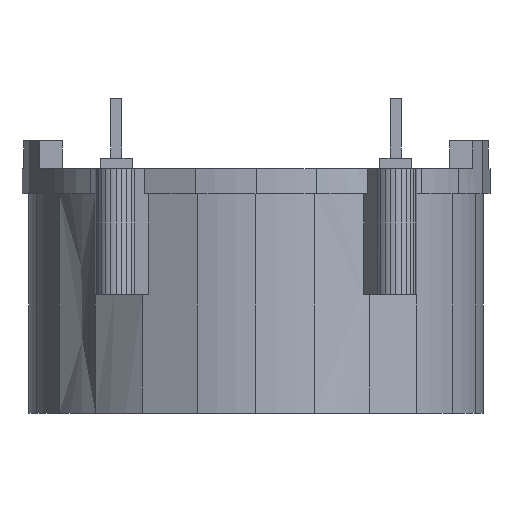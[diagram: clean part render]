
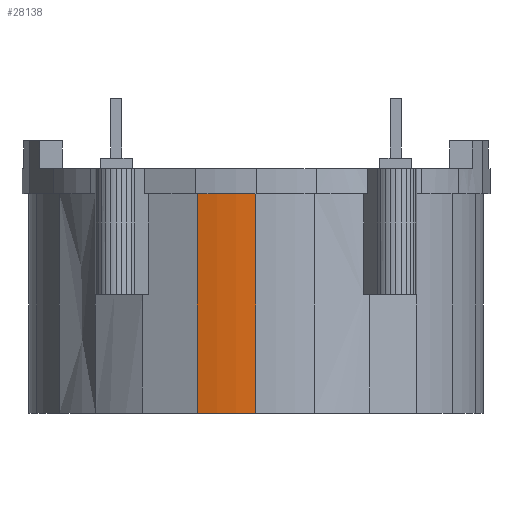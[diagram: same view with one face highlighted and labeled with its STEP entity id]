
A CAD part, front view. The second image highlights one B-rep face of the part: STEP entity #28138.
In plain terms, the highlighted cylindrical face has radius 16.25 mm (diameter 32.5 mm), a partial arc.
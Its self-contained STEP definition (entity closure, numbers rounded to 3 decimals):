
#11487 = PLANE('',#11488);
#11488 = AXIS2_PLACEMENT_3D('',#11489,#11490,#11491);
#11489 = CARTESIAN_POINT('',(-4.335,-16.179,15.7));
#11490 = DIRECTION('',(0.,0.,-1.));
#11491 = DIRECTION('',(-1.,0.,0.));
#13721 = PLANE('',#13722);
#13722 = AXIS2_PLACEMENT_3D('',#13723,#13724,#13725);
#13723 = CARTESIAN_POINT('',(4.206,15.696,0.));
#13724 = DIRECTION('',(0.,0.,-1.));
#13725 = DIRECTION('',(-1.,0.,0.));
#14001 = CONICAL_SURFACE('',#14002,16.25,0.056);
#14002 = AXIS2_PLACEMENT_3D('',#14003,#14004,#14005);
#14003 = CARTESIAN_POINT('',(0.,0.,
    0.));
#14004 = DIRECTION('',(-0.007,0.056,
    -0.998));
#14005 = DIRECTION('',(0.,-0.998,-0.056));
#15964 = VERTEX_POINT('',#15965);
#15965 = CARTESIAN_POINT('',(0.,-16.25,0.));
#16013 = EDGE_CURVE('',#16014,#15964,#16016,.T.);
#16014 = VERTEX_POINT('',#16015);
#16015 = CARTESIAN_POINT('',(-4.206,-15.696,0.));
#16016 = SURFACE_CURVE('',#16017,(#16022,#16033),.PCURVE_S1.);
#16017 = CIRCLE('',#16018,16.25);
#16018 = AXIS2_PLACEMENT_3D('',#16019,#16020,#16021);
#16019 = CARTESIAN_POINT('',(0.,0.,
    0.));
#16020 = DIRECTION('',(0.,0.,1.));
#16021 = DIRECTION('',(1.,0.,0.));
#16022 = PCURVE('',#13721,#16023);
#16023 = DEFINITIONAL_REPRESENTATION('',(#16024),#16032);
#16024 = ( BOUNDED_CURVE() B_SPLINE_CURVE(2,(#16025,#16026,#16027,#16028
    ,#16029,#16030,#16031),.UNSPECIFIED.,.F.,.F.) 
B_SPLINE_CURVE_WITH_KNOTS((1,2,2,2,2,1),(-2.094,0.,
    2.094,4.189,6.283,8.378),
.UNSPECIFIED.) CURVE() GEOMETRIC_REPRESENTATION_ITEM() 
RATIONAL_B_SPLINE_CURVE((1.,0.5,1.,0.5,1.,0.5,1.)) REPRESENTATION_ITEM(
  '') );
#16025 = CARTESIAN_POINT('',(-12.044,-15.696));
#16026 = CARTESIAN_POINT('',(-12.044,12.45));
#16027 = CARTESIAN_POINT('',(12.331,-1.623));
#16028 = CARTESIAN_POINT('',(36.706,-15.696));
#16029 = CARTESIAN_POINT('',(12.331,-29.769));
#16030 = CARTESIAN_POINT('',(-12.044,-43.842));
#16031 = CARTESIAN_POINT('',(-12.044,-15.696));
#16032 = ( GEOMETRIC_REPRESENTATION_CONTEXT(2) 
PARAMETRIC_REPRESENTATION_CONTEXT() REPRESENTATION_CONTEXT('2D SPACE',''
  ) );
#16033 = PCURVE('',#16034,#16039);
#16034 = CYLINDRICAL_SURFACE('',#16035,16.25);
#16035 = AXIS2_PLACEMENT_3D('',#16036,#16037,#16038);
#16036 = CARTESIAN_POINT('',(0.,0.,
    0.));
#16037 = DIRECTION('',(0.,0.,1.));
#16038 = DIRECTION('',(1.,0.,0.));
#16039 = DEFINITIONAL_REPRESENTATION('',(#16040),#16043);
#16040 = B_SPLINE_CURVE_WITH_KNOTS('',1,(#16041,#16042),.UNSPECIFIED.,
  .F.,.F.,(2,2),(4.451,4.712),
  .PIECEWISE_BEZIER_KNOTS.);
#16041 = CARTESIAN_POINT('',(4.451,0.));
#16042 = CARTESIAN_POINT('',(4.712,0.));
#16043 = ( GEOMETRIC_REPRESENTATION_CONTEXT(2) 
PARAMETRIC_REPRESENTATION_CONTEXT() REPRESENTATION_CONTEXT('2D SPACE',''
  ) );
#16061 = PLANE('',#16062);
#16062 = AXIS2_PLACEMENT_3D('',#16063,#16064,#16065);
#16063 = CARTESIAN_POINT('',(-8.125,-14.073,0.));
#16064 = DIRECTION('',(-0.383,-0.924,0.));
#16065 = DIRECTION('',(-0.924,0.383,0.));
#24660 = VERTEX_POINT('',#24661);
#24661 = CARTESIAN_POINT('',(-4.206,-15.696,15.7));
#24682 = EDGE_CURVE('',#24660,#24683,#24685,.T.);
#24683 = VERTEX_POINT('',#24684);
#24684 = CARTESIAN_POINT('',(0.,-16.25,15.7));
#24685 = SURFACE_CURVE('',#24686,(#24691,#24702),.PCURVE_S1.);
#24686 = CIRCLE('',#24687,16.25);
#24687 = AXIS2_PLACEMENT_3D('',#24688,#24689,#24690);
#24688 = CARTESIAN_POINT('',(0.,0.,
    15.7));
#24689 = DIRECTION('',(0.,0.,1.));
#24690 = DIRECTION('',(1.,0.,0.));
#24691 = PCURVE('',#11487,#24692);
#24692 = DEFINITIONAL_REPRESENTATION('',(#24693),#24701);
#24693 = ( BOUNDED_CURVE() B_SPLINE_CURVE(2,(#24694,#24695,#24696,#24697
    ,#24698,#24699,#24700),.UNSPECIFIED.,.F.,.F.) 
B_SPLINE_CURVE_WITH_KNOTS((1,2,2,2,2,1),(-2.094,0.,
    2.094,4.189,6.283,8.378),
.UNSPECIFIED.) CURVE() GEOMETRIC_REPRESENTATION_ITEM() 
RATIONAL_B_SPLINE_CURVE((1.,0.5,1.,0.5,1.,0.5,1.)) REPRESENTATION_ITEM(
  '') );
#24694 = CARTESIAN_POINT('',(-20.585,16.179));
#24695 = CARTESIAN_POINT('',(-20.585,44.325));
#24696 = CARTESIAN_POINT('',(3.79,30.252));
#24697 = CARTESIAN_POINT('',(28.165,16.179));
#24698 = CARTESIAN_POINT('',(3.79,2.106));
#24699 = CARTESIAN_POINT('',(-20.585,-11.967));
#24700 = CARTESIAN_POINT('',(-20.585,16.179));
#24701 = ( GEOMETRIC_REPRESENTATION_CONTEXT(2) 
PARAMETRIC_REPRESENTATION_CONTEXT() REPRESENTATION_CONTEXT('2D SPACE',''
  ) );
#24702 = PCURVE('',#16034,#24703);
#24703 = DEFINITIONAL_REPRESENTATION('',(#24704),#24707);
#24704 = B_SPLINE_CURVE_WITH_KNOTS('',1,(#24705,#24706),.UNSPECIFIED.,
  .F.,.F.,(2,2),(4.451,4.712),
  .PIECEWISE_BEZIER_KNOTS.);
#24705 = CARTESIAN_POINT('',(4.451,15.7));
#24706 = CARTESIAN_POINT('',(4.712,15.7));
#24707 = ( GEOMETRIC_REPRESENTATION_CONTEXT(2) 
PARAMETRIC_REPRESENTATION_CONTEXT() REPRESENTATION_CONTEXT('2D SPACE',''
  ) );
#27397 = EDGE_CURVE('',#15964,#24683,#27398,.T.);
#27398 = SURFACE_CURVE('',#27399,(#27403,#27432),.PCURVE_S1.);
#27399 = LINE('',#27400,#27401);
#27400 = CARTESIAN_POINT('',(0.,-16.25,0.));
#27401 = VECTOR('',#27402,1.);
#27402 = DIRECTION('',(0.,0.,1.));
#27403 = PCURVE('',#14001,#27404);
#27404 = DEFINITIONAL_REPRESENTATION('',(#27405),#27431);
#27405 = B_SPLINE_CURVE_WITH_KNOTS('',3,(#27406,#27407,#27408,#27409,
    #27410,#27411,#27412,#27413,#27414,#27415,#27416,#27417,#27418,
    #27419,#27420,#27421,#27422,#27423,#27424,#27425,#27426,#27427,
    #27428,#27429,#27430),.UNSPECIFIED.,.F.,.F.,(4,1,1,1,1,1,1,1,1,1,1,1
    ,1,1,1,1,1,1,1,1,1,1,4),(0.,0.714,1.427,
    2.141,2.855,3.568,4.282,
    4.995,5.709,6.423,7.136,7.85,
    8.564,9.277,9.991,10.705,
    11.418,12.132,12.845,13.559,
    14.273,14.986,15.7),.QUASI_UNIFORM_KNOTS.);
#27406 = CARTESIAN_POINT('',(6.284,-0.909));
#27407 = CARTESIAN_POINT('',(6.284,-1.146));
#27408 = CARTESIAN_POINT('',(6.284,-1.621));
#27409 = CARTESIAN_POINT('',(6.284,-2.334));
#27410 = CARTESIAN_POINT('',(6.285,-3.046));
#27411 = CARTESIAN_POINT('',(6.285,-3.759));
#27412 = CARTESIAN_POINT('',(6.285,-4.471));
#27413 = CARTESIAN_POINT('',(6.286,-5.184));
#27414 = CARTESIAN_POINT('',(6.286,-5.896));
#27415 = CARTESIAN_POINT('',(6.286,-6.609));
#27416 = CARTESIAN_POINT('',(6.287,-7.321));
#27417 = CARTESIAN_POINT('',(6.287,-8.034));
#27418 = CARTESIAN_POINT('',(6.287,-8.746));
#27419 = CARTESIAN_POINT('',(6.288,-9.459));
#27420 = CARTESIAN_POINT('',(6.288,-10.171));
#27421 = CARTESIAN_POINT('',(6.288,-10.884));
#27422 = CARTESIAN_POINT('',(6.289,-11.596));
#27423 = CARTESIAN_POINT('',(6.289,-12.309));
#27424 = CARTESIAN_POINT('',(6.289,-13.021));
#27425 = CARTESIAN_POINT('',(6.29,-13.734));
#27426 = CARTESIAN_POINT('',(6.29,-14.446));
#27427 = CARTESIAN_POINT('',(6.29,-15.159));
#27428 = CARTESIAN_POINT('',(6.291,-15.871));
#27429 = CARTESIAN_POINT('',(6.291,-16.346));
#27430 = CARTESIAN_POINT('',(6.291,-16.584));
#27431 = ( GEOMETRIC_REPRESENTATION_CONTEXT(2) 
PARAMETRIC_REPRESENTATION_CONTEXT() REPRESENTATION_CONTEXT('2D SPACE',''
  ) );
#27432 = PCURVE('',#16034,#27433);
#27433 = DEFINITIONAL_REPRESENTATION('',(#27434),#27437);
#27434 = B_SPLINE_CURVE_WITH_KNOTS('',1,(#27435,#27436),.UNSPECIFIED.,
  .F.,.F.,(2,2),(0.,15.7),.PIECEWISE_BEZIER_KNOTS.);
#27435 = CARTESIAN_POINT('',(4.712,0.));
#27436 = CARTESIAN_POINT('',(4.712,15.7));
#27437 = ( GEOMETRIC_REPRESENTATION_CONTEXT(2) 
PARAMETRIC_REPRESENTATION_CONTEXT() REPRESENTATION_CONTEXT('2D SPACE',''
  ) );
#28138 = ADVANCED_FACE('',(#28139),#16034,.T.);
#28139 = FACE_BOUND('',#28140,.T.);
#28140 = EDGE_LOOP('',(#28141,#28142,#28143,#28144));
#28141 = ORIENTED_EDGE('',*,*,#16013,.T.);
#28142 = ORIENTED_EDGE('',*,*,#27397,.T.);
#28143 = ORIENTED_EDGE('',*,*,#24682,.F.);
#28144 = ORIENTED_EDGE('',*,*,#28145,.F.);
#28145 = EDGE_CURVE('',#16014,#24660,#28146,.T.);
#28146 = SURFACE_CURVE('',#28147,(#28151,#28157),.PCURVE_S1.);
#28147 = LINE('',#28148,#28149);
#28148 = CARTESIAN_POINT('',(-4.206,-15.696,0.));
#28149 = VECTOR('',#28150,1.);
#28150 = DIRECTION('',(0.,0.,1.));
#28151 = PCURVE('',#16034,#28152);
#28152 = DEFINITIONAL_REPRESENTATION('',(#28153),#28156);
#28153 = B_SPLINE_CURVE_WITH_KNOTS('',1,(#28154,#28155),.UNSPECIFIED.,
  .F.,.F.,(2,2),(0.,15.7),.PIECEWISE_BEZIER_KNOTS.);
#28154 = CARTESIAN_POINT('',(4.451,0.));
#28155 = CARTESIAN_POINT('',(4.451,15.7));
#28156 = ( GEOMETRIC_REPRESENTATION_CONTEXT(2) 
PARAMETRIC_REPRESENTATION_CONTEXT() REPRESENTATION_CONTEXT('2D SPACE',''
  ) );
#28157 = PCURVE('',#16061,#28158);
#28158 = DEFINITIONAL_REPRESENTATION('',(#28159),#28163);
#28159 = LINE('',#28160,#28161);
#28160 = CARTESIAN_POINT('',(-4.242,0.));
#28161 = VECTOR('',#28162,1.);
#28162 = DIRECTION('',(0.,-1.));
#28163 = ( GEOMETRIC_REPRESENTATION_CONTEXT(2) 
PARAMETRIC_REPRESENTATION_CONTEXT() REPRESENTATION_CONTEXT('2D SPACE',''
  ) );
